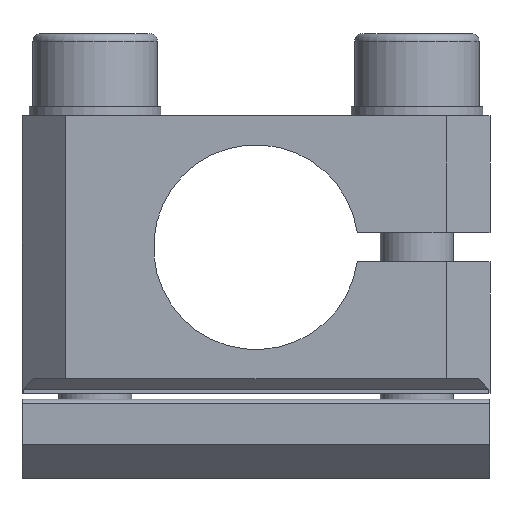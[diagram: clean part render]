
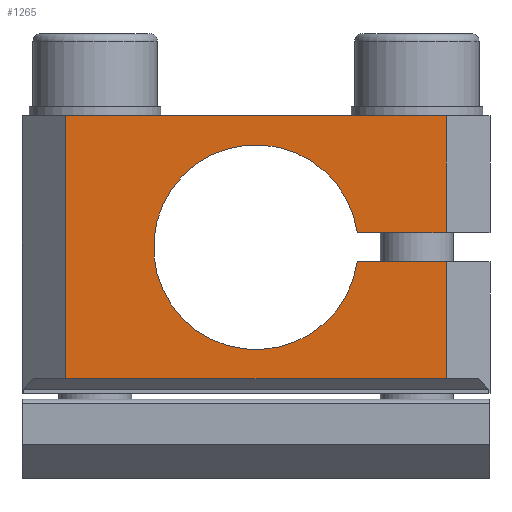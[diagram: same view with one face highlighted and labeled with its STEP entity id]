
A CAD part, front view. The second image highlights one B-rep face of the part: STEP entity #1265.
In plain terms, the highlighted planar face has unit normal (0, -1, 0).
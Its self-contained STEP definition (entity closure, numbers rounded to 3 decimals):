
#86=PLANE('',#1465);
#132=FACE_OUTER_BOUND('',#200,.T.);
#200=EDGE_LOOP('',(#900,#901,#902,#903,#904,#905,#906,#907));
#286=LINE('',#1999,#407);
#289=LINE('',#2006,#410);
#292=LINE('',#2012,#413);
#293=LINE('',#2013,#414);
#294=LINE('',#2015,#415);
#295=LINE('',#2017,#416);
#296=LINE('',#2020,#417);
#407=VECTOR('',#1621,26.);
#410=VECTOR('',#1626,8.);
#413=VECTOR('',#1631,26.);
#414=VECTOR('',#1632,18.);
#415=VECTOR('',#1633,8.);
#416=VECTOR('',#1634,6.072);
#417=VECTOR('',#1637,6.072);
#519=CIRCLE('',#1466,7.);
#577=VERTEX_POINT('',#1996);
#578=VERTEX_POINT('',#1998);
#580=VERTEX_POINT('',#2003);
#581=VERTEX_POINT('',#2005);
#583=VERTEX_POINT('',#2011);
#584=VERTEX_POINT('',#2014);
#585=VERTEX_POINT('',#2016);
#586=VERTEX_POINT('',#2018);
#705=EDGE_CURVE('',#578,#577,#286,.T.);
#708=EDGE_CURVE('',#580,#581,#289,.T.);
#711=EDGE_CURVE('',#583,#580,#292,.T.);
#712=EDGE_CURVE('',#578,#583,#293,.T.);
#713=EDGE_CURVE('',#584,#577,#294,.T.);
#714=EDGE_CURVE('',#585,#584,#295,.T.);
#715=EDGE_CURVE('',#586,#585,#519,.T.);
#716=EDGE_CURVE('',#581,#586,#296,.T.);
#900=ORIENTED_EDGE('',*,*,#708,.F.);
#901=ORIENTED_EDGE('',*,*,#711,.F.);
#902=ORIENTED_EDGE('',*,*,#712,.F.);
#903=ORIENTED_EDGE('',*,*,#705,.T.);
#904=ORIENTED_EDGE('',*,*,#713,.F.);
#905=ORIENTED_EDGE('',*,*,#714,.F.);
#906=ORIENTED_EDGE('',*,*,#715,.F.);
#907=ORIENTED_EDGE('',*,*,#716,.F.);
#1265=ADVANCED_FACE('',(#132),#86,.T.);
#1465=AXIS2_PLACEMENT_3D('',#2010,#1629,#1630);
#1466=AXIS2_PLACEMENT_3D('',#2019,#1635,#1636);
#1621=DIRECTION('',(1.,0.,0.));
#1626=DIRECTION('',(0.,0.,-1.));
#1629=DIRECTION('center_axis',(0.,-1.,0.));
#1630=DIRECTION('ref_axis',(0.,0.,-1.));
#1631=DIRECTION('',(1.,0.,0.));
#1632=DIRECTION('',(0.,0.,1.));
#1633=DIRECTION('',(0.,0.,-1.));
#1634=DIRECTION('',(1.,0.,0.));
#1635=DIRECTION('center_axis',(0.,-1.,0.));
#1636=DIRECTION('ref_axis',(-0.99,0.,0.143));
#1637=DIRECTION('',(-1.,0.,0.));
#1996=CARTESIAN_POINT('',(13.,-6.,-9.));
#1998=CARTESIAN_POINT('',(-13.,-6.,-9.));
#1999=CARTESIAN_POINT('',(-13.,-6.,-9.));
#2003=CARTESIAN_POINT('',(13.,-6.,9.));
#2005=CARTESIAN_POINT('',(13.,-6.,1.));
#2006=CARTESIAN_POINT('',(13.,-6.,9.));
#2010=CARTESIAN_POINT('Origin',(1.187,-6.,-0.319));
#2011=CARTESIAN_POINT('',(-13.,-6.,9.));
#2012=CARTESIAN_POINT('',(-13.,-6.,9.));
#2013=CARTESIAN_POINT('',(-13.,-6.,-9.));
#2014=CARTESIAN_POINT('',(13.,-6.,-1.));
#2015=CARTESIAN_POINT('',(13.,-6.,-1.));
#2016=CARTESIAN_POINT('',(6.928,-6.,-1.));
#2017=CARTESIAN_POINT('',(6.928,-6.,-1.));
#2018=CARTESIAN_POINT('',(6.928,-6.,1.));
#2019=CARTESIAN_POINT('Origin',(0.,-6.,0.));
#2020=CARTESIAN_POINT('',(13.,-6.,1.));
